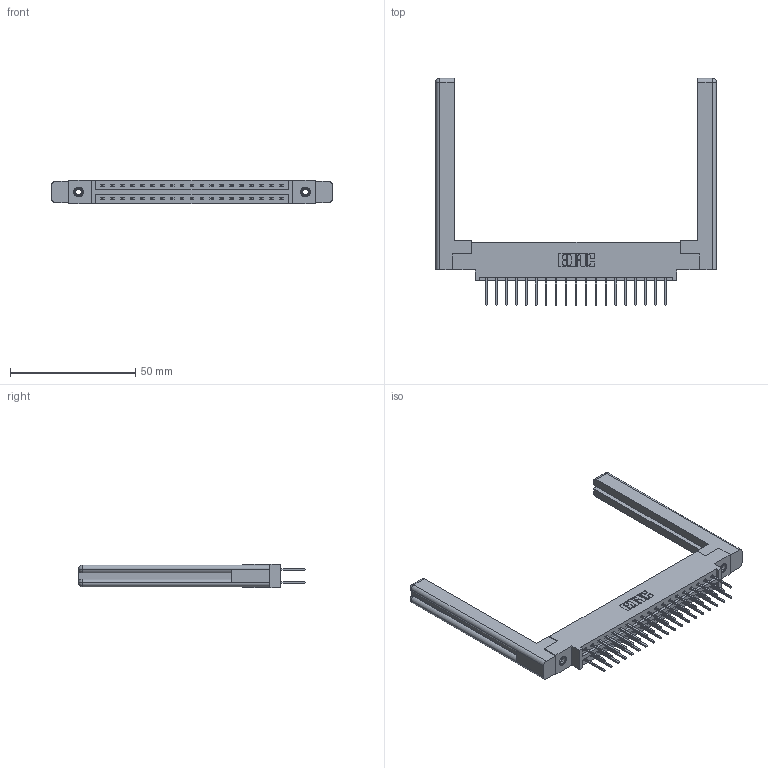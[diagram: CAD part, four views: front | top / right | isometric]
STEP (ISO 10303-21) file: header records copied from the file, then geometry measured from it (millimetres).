
FILE_DESCRIPTION (( 'STEP AP203' ), '1' );
FILE_NAME ('387-038-523-858.STEP', '2019-10-17T21:06:08', ( '' ), ( '' ), 'SwSTEP 2.0', 'SolidWorks 2016', '' );
FILE_SCHEMA (( 'CONFIG_CONTROL_DESIGN' ));
Length unit declared in the file: inch
Products named in the file (5): 345-292-001_345-293-123; 345-250-001_345-250-001-102; 337 Part_0.170 Offset - 0.156 Dia-TI; 307-220-058; 387-038-523-858
Assembly tree (43 placements, depth 2):
  387-038-523-858
    337 Part_0.170 Offset - 0.156 Dia-TI
    345-292-001_345-293-123  x38
    345-250-001_345-250-001-102  x2
    307-220-058  x2
Bounding box: 111.91 x 90.56 x 9.4 mm (x, y, z)
Volume: 18590.8 mm3; surface area: 18243.8 mm2
Topology: 43 solids, 43 shells, 2312 faces, 6795 edges, 4466 vertices
Faces by surface type: plane 1602, cylinder 686, cone 12, torus 12
Entity records: 20490 total; most frequent: CARTESIAN_POINT 3481, ORIENTED_EDGE 3356, DIRECTION 3018, EDGE_CURVE 1678, LINE 1502, VECTOR 1502, VERTEX_POINT 1110, AXIS2_PLACEMENT_3D 758
